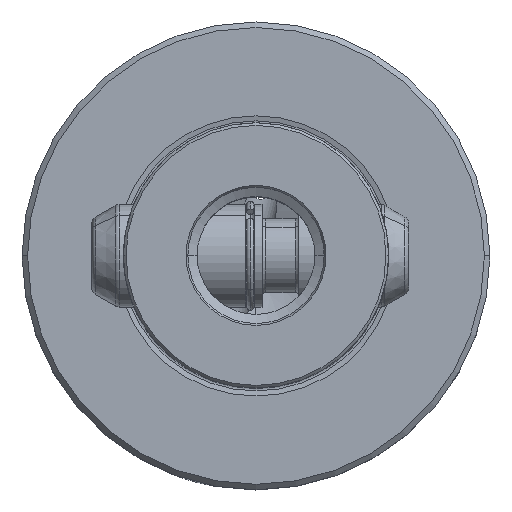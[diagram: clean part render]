
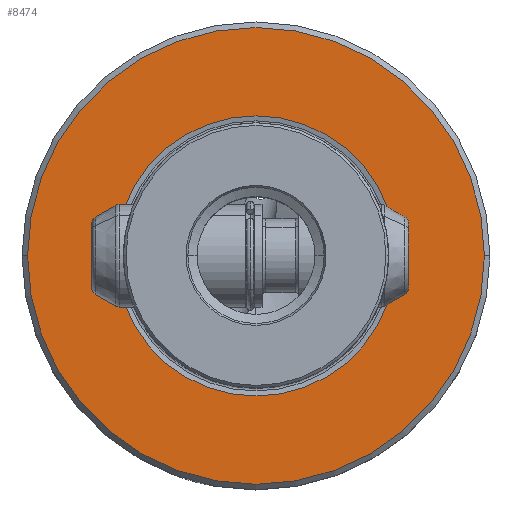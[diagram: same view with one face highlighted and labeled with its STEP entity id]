
A CAD part, top view. The second image highlights one B-rep face of the part: STEP entity #8474.
In plain terms, the highlighted planar face has unit normal (0, 0, 1).
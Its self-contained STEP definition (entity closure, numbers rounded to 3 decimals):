
#3320=EDGE_CURVE('NONE',#9092,#4796,#9773,.T.);
#4796=VERTEX_POINT('NONE',#11410);
#5694=EDGE_CURVE('NONE',#4796,#9092,#12394,.T.);
#6188=EDGE_CURVE('NONE',#6264,#7760,#12937,.F.);
#6264=VERTEX_POINT('NONE',#13021);
#7760=VERTEX_POINT('NONE',#14678);
#8474=ADVANCED_FACE('NONE',(#15461,#15462),#15463,.T.);
#8526=EDGE_CURVE('NONE',#7760,#6264,#15521,.F.);
#9092=VERTEX_POINT('NONE',#16149);
#9773=CIRCLE('',#16914,31.0);
#11410=CARTESIAN_POINT('',(-31.0,0.,0.0));
#12394=CIRCLE('',#22276,31.0);
#12937=CIRCLE('',#23418,19.012);
#13021=CARTESIAN_POINT('',(19.012,0.,0.0));
#14678=CARTESIAN_POINT('',(-19.012,0.,0.0));
#15461=FACE_OUTER_BOUND('',#29643,.T.);
#15462=FACE_BOUND('',#29644,.T.);
#15463=PLANE('',#29645);
#15521=CIRCLE('',#29799,19.012);
#16149=CARTESIAN_POINT('',(31.0,0.,0.0));
#16914=AXIS2_PLACEMENT_3D('',#32233,#32234,#32235);
#22276=AXIS2_PLACEMENT_3D('',#35228,#35229,#35230);
#23418=AXIS2_PLACEMENT_3D('',#35826,#35827,#35828);
#29643=EDGE_LOOP('',(#38786,#38787));
#29644=EDGE_LOOP('',(#38788,#38789));
#29645=AXIS2_PLACEMENT_3D('',#38790,#38791,#38792);
#29799=AXIS2_PLACEMENT_3D('',#38860,#38861,#38862);
#32233=CARTESIAN_POINT('',(0.0,0.0,0.0));
#32234=DIRECTION('',(0.0,0.0,-1.0));
#32235=DIRECTION('',(-1.0,0.,0.0));
#35228=CARTESIAN_POINT('',(0.0,0.0,0.0));
#35229=DIRECTION('',(0.0,0.0,-1.0));
#35230=DIRECTION('',(-1.0,0.,0.0));
#35826=CARTESIAN_POINT('',(0.0,0.0,0.0));
#35827=DIRECTION('',(0.0,0.0,-1.0));
#35828=DIRECTION('',(1.0,0.,0.0));
#38786=ORIENTED_EDGE('',*,*,#5694,.F.);
#38787=ORIENTED_EDGE('',*,*,#3320,.F.);
#38788=ORIENTED_EDGE('',*,*,#6188,.F.);
#38789=ORIENTED_EDGE('',*,*,#8526,.F.);
#38790=CARTESIAN_POINT('',(-18.0,0.0,0.0));
#38791=DIRECTION('',(-0.0,0.0,1.0));
#38792=DIRECTION('',(0.0,1.0,0.0));
#38860=CARTESIAN_POINT('',(0.0,0.0,0.0));
#38861=DIRECTION('',(0.0,0.0,-1.0));
#38862=DIRECTION('',(1.0,0.,0.0));
